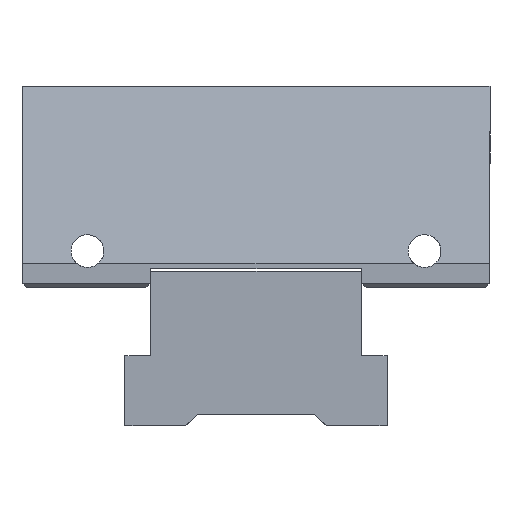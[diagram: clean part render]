
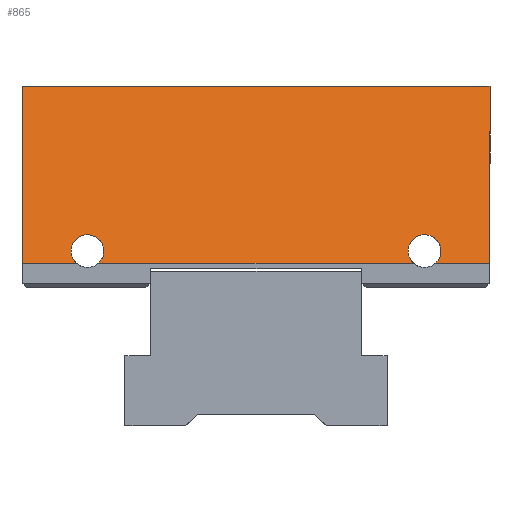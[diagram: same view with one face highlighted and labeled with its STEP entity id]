
A CAD part, front view. The second image highlights one B-rep face of the part: STEP entity #865.
In plain terms, the highlighted face is planar.
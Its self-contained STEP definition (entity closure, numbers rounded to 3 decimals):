
#865 = ADVANCED_FACE( '', ( #1792 ), #1793, .F. );
#1792 = FACE_OUTER_BOUND( '', #2763, .T. );
#1793 = PLANE( '', #2764 );
#2763 = EDGE_LOOP( '', ( #5428, #5429, #5430, #5431, #5432, #5433, #5434, #5435 ) );
#2764 = AXIS2_PLACEMENT_3D( '', #5436, #5437, #5438 );
#5428 = ORIENTED_EDGE( '', *, *, #6122, .T. );
#5429 = ORIENTED_EDGE( '', *, *, #6765, .T. );
#5430 = ORIENTED_EDGE( '', *, *, #6120, .T. );
#5431 = ORIENTED_EDGE( '', *, *, #6032, .T. );
#5432 = ORIENTED_EDGE( '', *, *, #6544, .F. );
#5433 = ORIENTED_EDGE( '', *, *, #6695, .F. );
#5434 = ORIENTED_EDGE( '', *, *, #6124, .T. );
#5435 = ORIENTED_EDGE( '', *, *, #7041, .T. );
#5436 = CARTESIAN_POINT( '', ( 49.975, 13.866, 43. ) );
#5437 = DIRECTION( '', ( 0., -0.966, -0.259 ) );
#5438 = DIRECTION( '', ( 0., 0.259, -0.966 ) );
#6032 = EDGE_CURVE( '', #7303, #7301, #7304, .T. );
#6120 = EDGE_CURVE( '', #7458, #7303, #7459, .T. );
#6122 = EDGE_CURVE( '', #7462, #7460, #7463, .T. );
#6124 = EDGE_CURVE( '', #7466, #7464, #7467, .T. );
#6544 = EDGE_CURVE( '', #8147, #7301, #8149, .T. );
#6695 = EDGE_CURVE( '', #7466, #8147, #8373, .T. );
#6765 = EDGE_CURVE( '', #7460, #7458, #8477, .T. );
#7041 = EDGE_CURVE( '', #7464, #7462, #8814, .T. );
#7301 = VERTEX_POINT( '', #9157 );
#7303 = VERTEX_POINT( '', #9160 );
#7304 = LINE( '', #9161, #9162 );
#7458 = VERTEX_POINT( '', #9375 );
#7459 = LINE( '', #9376, #9377 );
#7460 = VERTEX_POINT( '', #9378 );
#7462 = VERTEX_POINT( '', #9380 );
#7463 = LINE( '', #9381, #9382 );
#7464 = VERTEX_POINT( '', #9383 );
#7466 = VERTEX_POINT( '', #9385 );
#7467 = LINE( '', #9386, #9387 );
#8147 = VERTEX_POINT( '', #10338 );
#8149 = LINE( '', #10341, #10342 );
#8373 = LINE( '', #10651, #10652 );
#8477 = ELLIPSE( '', #10811, 3.623, 3.5 );
#8814 = ELLIPSE( '', #11319, 3.623, 3.5 );
#9157 = CARTESIAN_POINT( '', ( -49.975, 13.866, 43. ) );
#9160 = CARTESIAN_POINT( '', ( -49.975, 24., 5.18 ) );
#9161 = CARTESIAN_POINT( '', ( -49.975, 13.866, 43. ) );
#9162 = VECTOR( '', #11510, 1000. );
#9375 = CARTESIAN_POINT( '', ( -38.376, 24., 5.18 ) );
#9376 = CARTESIAN_POINT( '', ( 49.975, 24., 5.18 ) );
#9377 = VECTOR( '', #11603, 1000. );
#9378 = CARTESIAN_POINT( '', ( -33.624, 24., 5.18 ) );
#9380 = CARTESIAN_POINT( '', ( 33.624, 24., 5.18 ) );
#9381 = CARTESIAN_POINT( '', ( 49.975, 24., 5.18 ) );
#9382 = VECTOR( '', #11607, 1000. );
#9383 = CARTESIAN_POINT( '', ( 38.376, 24., 5.18 ) );
#9385 = CARTESIAN_POINT( '', ( 49.975, 24., 5.18 ) );
#9386 = CARTESIAN_POINT( '', ( 49.975, 24., 5.18 ) );
#9387 = VECTOR( '', #11611, 1000. );
#10338 = CARTESIAN_POINT( '', ( 49.975, 13.866, 43. ) );
#10341 = CARTESIAN_POINT( '', ( 49.975, 13.866, 43. ) );
#10342 = VECTOR( '', #12094, 1000. );
#10651 = CARTESIAN_POINT( '', ( 49.975, 13.866, 43. ) );
#10652 = VECTOR( '', #12264, 1000. );
#10811 = AXIS2_PLACEMENT_3D( '', #12326, #12327, #12328 );
#11319 = AXIS2_PLACEMENT_3D( '', #12524, #12525, #12526 );
#11510 = DIRECTION( '', ( 0., -0.259, 0.966 ) );
#11603 = DIRECTION( '', ( -1., 0., 0. ) );
#11607 = DIRECTION( '', ( -1., 0., 0. ) );
#11611 = DIRECTION( '', ( -1., 0., 0. ) );
#12094 = DIRECTION( '', ( -1., 0., 0. ) );
#12264 = DIRECTION( '', ( 0., -0.259, 0.966 ) );
#12326 = CARTESIAN_POINT( '', ( -36., 23.311, 7.75 ) );
#12327 = DIRECTION( '', ( 0., -0.966, -0.259 ) );
#12328 = DIRECTION( '', ( 0., 0.259, -0.966 ) );
#12524 = CARTESIAN_POINT( '', ( 36., 23.311, 7.75 ) );
#12525 = DIRECTION( '', ( 0., -0.966, -0.259 ) );
#12526 = DIRECTION( '', ( 0., 0.259, -0.966 ) );
